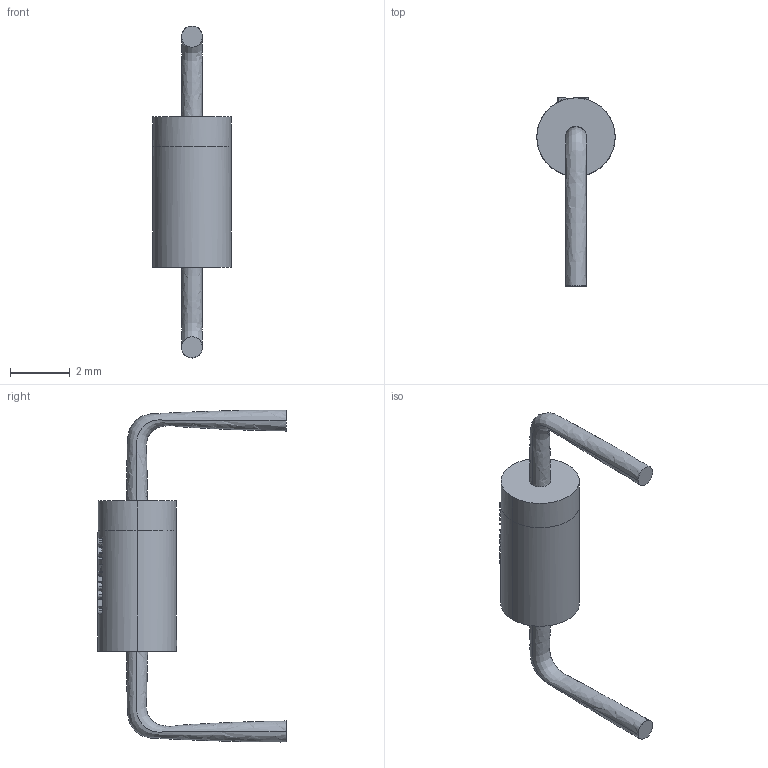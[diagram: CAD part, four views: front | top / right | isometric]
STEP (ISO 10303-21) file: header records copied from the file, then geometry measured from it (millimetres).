
FILE_DESCRIPTION (( 'STEP AP214' ), '1' );
FILE_NAME ('1N5927B(ON).STEP', '2022-10-06T09:11:18', ( '' ), ( '' ), 'SwSTEP 2.0', 'SolidWorks 2021', '' );
FILE_SCHEMA (( 'AUTOMOTIVE_DESIGN' ));
Length unit declared in the file: millimetre
Products named in the file (1): 1N5927B(ON)
Bounding box: 2.64 x 6.32 x 11.15 mm (x, y, z)
Volume: 32.6 mm3; surface area: 85.7 mm2
Topology: 2 solids, 2 shells, 212 faces, 547 edges, 364 vertices
Faces by surface type: plane 113, bspline 88, cylinder 11
Entity records: 12483 total; most frequent: CARTESIAN_POINT 7612, ORIENTED_EDGE 1094, DIRECTION 627, EDGE_CURVE 547, VERTEX_POINT 364, VECTOR 313, LINE 313, EDGE_LOOP 237
